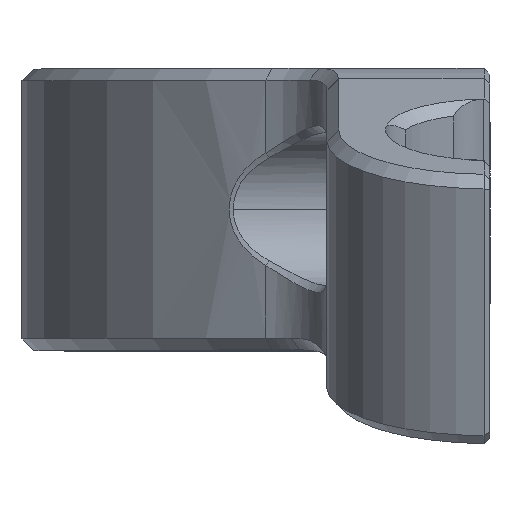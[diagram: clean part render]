
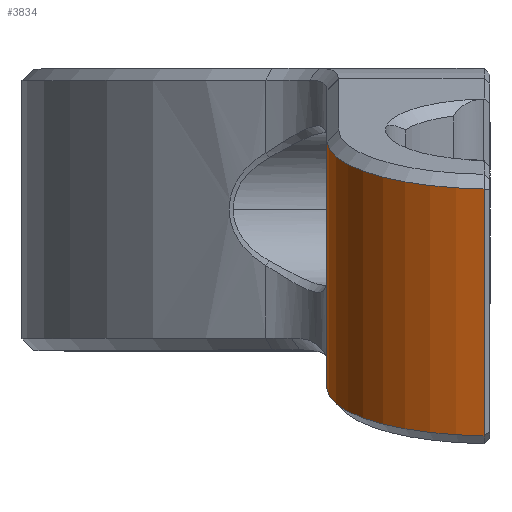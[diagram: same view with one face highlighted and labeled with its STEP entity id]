
A CAD part, top view. The second image highlights one B-rep face of the part: STEP entity #3834.
In plain terms, the highlighted cylindrical face has radius 7 mm (diameter 14 mm), a partial arc.
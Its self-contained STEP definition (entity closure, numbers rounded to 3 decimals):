
#90 = CARTESIAN_POINT ( 'NONE',  ( -0.294, 6.816, 81.577 ) ) ;
#111 = AXIS2_PLACEMENT_3D ( 'NONE', #2713, #756, #1076 ) ;
#146 = CARTESIAN_POINT ( 'NONE',  ( -0.305, -3.688, 78.365 ) ) ;
#240 = FACE_OUTER_BOUND ( 'NONE', #3191, .T. ) ;
#271 = B_SPLINE_CURVE_WITH_KNOTS ( 'NONE', 3,
 ( #1613, #1396, #3328, #90 ),
 .UNSPECIFIED., .F., .F.,
 ( 4, 4 ),
 ( 0., 1. ),
 .UNSPECIFIED. ) ;
#345 = VECTOR ( 'NONE', #802, 1000. ) ;
#459 = EDGE_CURVE ( 'NONE', #1681, #1536, #898, .T. ) ;
#617 = ORIENTED_EDGE ( 'NONE', *, *, #2216, .F. ) ;
#694 = ORIENTED_EDGE ( 'NONE', *, *, #1005, .F. ) ;
#756 = DIRECTION ( 'NONE',  ( 0., 0.956, 0.292 ) ) ;
#802 = DIRECTION ( 'NONE',  ( 0., -0.956, -0.292 ) ) ;
#804 = CARTESIAN_POINT ( 'NONE',  ( -0.294, 6.816, 81.577 ) ) ;
#824 = CIRCLE ( 'NONE', #2862, 7. ) ;
#840 = ORIENTED_EDGE ( 'NONE', *, *, #459, .F. ) ;
#898 = LINE ( 'NONE', #1179, #1310 ) ;
#904 = CARTESIAN_POINT ( 'NONE',  ( 0., -5.934, 70.365 ) ) ;
#990 = CARTESIAN_POINT ( 'NONE',  ( -0.294, -3.674, 78.37 ) ) ;
#1005 = EDGE_CURVE ( 'NONE', #1128, #1681, #271, .T. ) ;
#1007 = CARTESIAN_POINT ( 'NONE',  ( -0.298, -3.679, 78.368 ) ) ;
#1076 = DIRECTION ( 'NONE',  ( 0., 0.292, -0.956 ) ) ;
#1081 = VERTEX_POINT ( 'NONE', #1093 ) ;
#1093 = CARTESIAN_POINT ( 'NONE',  ( -7., -1.644, 71.677 ) ) ;
#1105 = EDGE_CURVE ( 'NONE', #1387, #1128, #2583, .T. ) ;
#1128 = VERTEX_POINT ( 'NONE', #1424 ) ;
#1179 = CARTESIAN_POINT ( 'NONE',  ( -0.294, -7.979, 77.053 ) ) ;
#1310 = VECTOR ( 'NONE', #4046, 1000. ) ;
#1317 = CYLINDRICAL_SURFACE ( 'NONE', #2010, 7. ) ;
#1387 = VERTEX_POINT ( 'NONE', #3308 ) ;
#1396 = CARTESIAN_POINT ( 'NONE',  ( -0.301, 6.826, 81.579 ) ) ;
#1401 = ORIENTED_EDGE ( 'NONE', *, *, #1105, .F. ) ;
#1424 = CARTESIAN_POINT ( 'NONE',  ( -0.305, 6.831, 81.581 ) ) ;
#1533 = CARTESIAN_POINT ( 'NONE',  ( 0., -1.644, 71.677 ) ) ;
#1536 = VERTEX_POINT ( 'NONE', #3033 ) ;
#1613 = CARTESIAN_POINT ( 'NONE',  ( -0.305, 6.831, 81.581 ) ) ;
#1681 = VERTEX_POINT ( 'NONE', #804 ) ;
#1692 = ORIENTED_EDGE ( 'NONE', *, *, #4080, .F. ) ;
#1827 = DIRECTION ( 'NONE',  ( 0., 0.292, -0.956 ) ) ;
#1956 = CARTESIAN_POINT ( 'NONE',  ( -0.305, -3.688, 78.365 ) ) ;
#2010 = AXIS2_PLACEMENT_3D ( 'NONE', #904, #3842, #1827 ) ;
#2092 = VERTEX_POINT ( 'NONE', #146 ) ;
#2216 = EDGE_CURVE ( 'NONE', #2092, #1081, #824, .T. ) ;
#2526 = B_SPLINE_CURVE_WITH_KNOTS ( 'NONE', 3,
 ( #990, #1007, #2915, #1956 ),
 .UNSPECIFIED., .F., .F.,
 ( 4, 4 ),
 ( 0., 1. ),
 .UNSPECIFIED. ) ;
#2583 = CIRCLE ( 'NONE', #111, 7. ) ;
#2675 = ORIENTED_EDGE ( 'NONE', *, *, #3685, .T. ) ;
#2713 = CARTESIAN_POINT ( 'NONE',  ( 0., 8.876, 74.893 ) ) ;
#2862 = AXIS2_PLACEMENT_3D ( 'NONE', #1533, #3828, #3138 ) ;
#2915 = CARTESIAN_POINT ( 'NONE',  ( -0.301, -3.684, 78.366 ) ) ;
#3033 = CARTESIAN_POINT ( 'NONE',  ( -0.294, -3.674, 78.37 ) ) ;
#3104 = CARTESIAN_POINT ( 'NONE',  ( -7., -2.122, 71.531 ) ) ;
#3138 = DIRECTION ( 'NONE',  ( 0., -0.292, 0.956 ) ) ;
#3191 = EDGE_LOOP ( 'NONE', ( #1401, #2675, #617, #1692, #840, #694 ) ) ;
#3308 = CARTESIAN_POINT ( 'NONE',  ( -7., 8.876, 74.893 ) ) ;
#3328 = CARTESIAN_POINT ( 'NONE',  ( -0.298, 6.821, 81.578 ) ) ;
#3564 = LINE ( 'NONE', #3104, #345 ) ;
#3685 = EDGE_CURVE ( 'NONE', #1387, #1081, #3564, .T. ) ;
#3828 = DIRECTION ( 'NONE',  ( 0., -0.956, -0.292 ) ) ;
#3834 = ADVANCED_FACE ( 'NONE', ( #240 ), #1317, .T. ) ;
#3842 = DIRECTION ( 'NONE',  ( 0., 0.956, 0.292 ) ) ;
#4046 = DIRECTION ( 'NONE',  ( 0., -0.956, -0.292 ) ) ;
#4080 = EDGE_CURVE ( 'NONE', #1536, #2092, #2526, .T. ) ;
